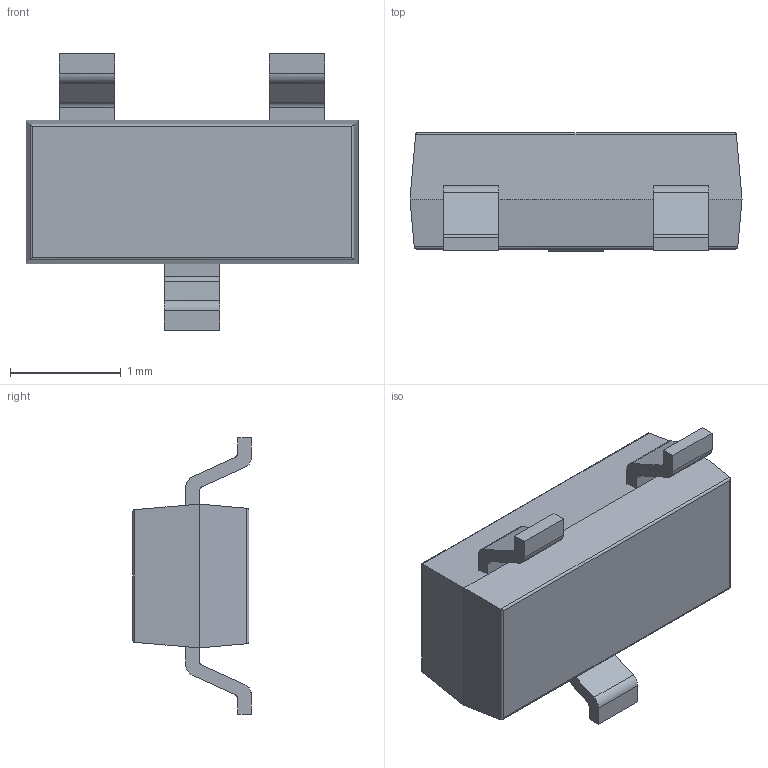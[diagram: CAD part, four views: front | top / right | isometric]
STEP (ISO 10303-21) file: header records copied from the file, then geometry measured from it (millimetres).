
FILE_DESCRIPTION(/* description */ (''),/* implementation_level */ '2;1');
FILE_NAME(/* name */ 'SOT-23~1',/* time_stamp */ '2023-11-21T15:58:21+08:00',/* author */ (''),/* organization */ (''),/* preprocessor_version */ 'ST-DEVELOPER v16.5',/* originating_system */ '',/* authorisation */ '');
FILE_SCHEMA (('AUTOMOTIVE_DESIGN'));
Length unit declared in the file: millimetre
Products named in the file (3): Document; ��1; ��2
Assembly tree (2 placements, depth 2):
  Document
    ��1
    ��2
Bounding box: 3 x 1.07 x 2.5 mm (x, y, z)
Volume: 4.1 mm3; surface area: 19.7 mm2
Topology: 4 solids, 4 shells, 60 faces, 144 edges, 92 vertices
Faces by surface type: plane 40, cylinder 20
Entity records: 1603 total; most frequent: CARTESIAN_POINT 487, ORIENTED_EDGE 288, EDGE_CURVE 144, B_SPLINE_CURVE_WITH_KNOTS 112, VERTEX_POINT 92, DIRECTION 74, AXIS2_PLACEMENT_3D 67, ADVANCED_FACE 60
